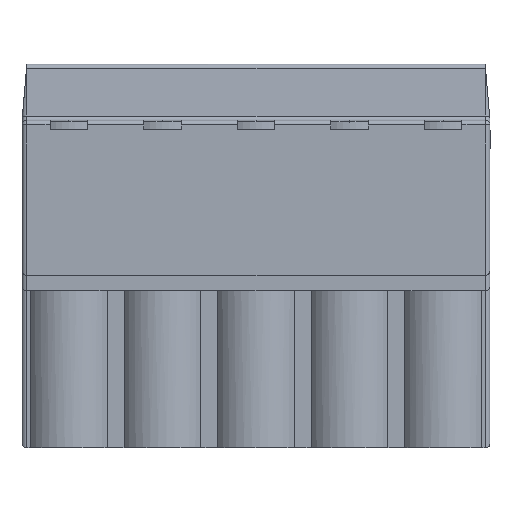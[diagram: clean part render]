
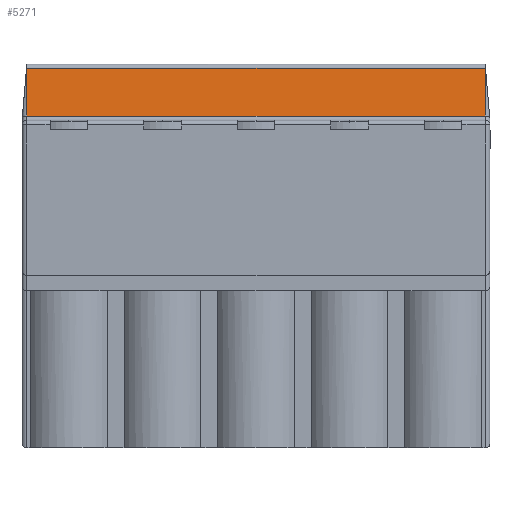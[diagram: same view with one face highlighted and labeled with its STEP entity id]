
A CAD part, front view. The second image highlights one B-rep face of the part: STEP entity #5271.
In plain terms, the highlighted planar face has unit normal (0, -0.996, 0.087).
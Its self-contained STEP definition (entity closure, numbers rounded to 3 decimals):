
#196 = EDGE_CURVE ( 'NONE', #7906, #11641, #11839, .T. ) ;
#1185 = VECTOR ( 'NONE', #6353, 1000. ) ;
#1595 = VERTEX_POINT ( 'NONE', #9277 ) ;
#1795 = EDGE_CURVE ( 'NONE', #7343, #1595, #10645, .T. ) ;
#1806 = EDGE_CURVE ( 'NONE', #11641, #7343, #11163, .T. ) ;
#1891 = CARTESIAN_POINT ( 'NONE',  ( 25.25, 8.27, -0.272 ) ) ;
#2230 = CARTESIAN_POINT ( 'NONE',  ( 100., 8.27, -0.272 ) ) ;
#2622 = AXIS2_PLACEMENT_3D ( 'NONE', #8613, #10356, #7947 ) ;
#3262 = CARTESIAN_POINT ( 'NONE',  ( 25.262, 8.493, 2.272 ) ) ;
#4236 = CARTESIAN_POINT ( 'NONE',  ( 49.75, 8.493, 2.272 ) ) ;
#4865 = DIRECTION ( 'NONE',  ( 1., 0., 0. ) ) ;
#5271 = ADVANCED_FACE ( 'NONE', ( #10498 ), #6209, .T. ) ;
#6161 = CARTESIAN_POINT ( 'NONE',  ( 25.25, 8.227, -0.765 ) ) ;
#6209 = PLANE ( 'NONE',  #2622 ) ;
#6353 = DIRECTION ( 'NONE',  ( 0., -0.087, -0.996 ) ) ;
#6425 = ORIENTED_EDGE ( 'NONE', *, *, #11906, .T. ) ;
#7134 = CARTESIAN_POINT ( 'NONE',  ( 49.75, 8.25, -0.5 ) ) ;
#7343 = VERTEX_POINT ( 'NONE', #4236 ) ;
#7445 = ORIENTED_EDGE ( 'NONE', *, *, #1806, .T. ) ;
#7462 = DIRECTION ( 'NONE',  ( -1., 0., 0. ) ) ;
#7906 = VERTEX_POINT ( 'NONE', #1891 ) ;
#7942 = DIRECTION ( 'NONE',  ( 0., 0.087, 0.996 ) ) ;
#7947 = DIRECTION ( 'NONE',  ( 0., -0.087, -0.996 ) ) ;
#8209 = CARTESIAN_POINT ( 'NONE',  ( 49.75, 8.27, -0.272 ) ) ;
#8613 = CARTESIAN_POINT ( 'NONE',  ( 25., 8.25, -0.5 ) ) ;
#9277 = CARTESIAN_POINT ( 'NONE',  ( 25.25, 8.493, 2.272 ) ) ;
#10272 = VECTOR ( 'NONE', #4865, 1000. ) ;
#10301 = EDGE_LOOP ( 'NONE', ( #11319, #7445, #10589, #6425 ) ) ;
#10356 = DIRECTION ( 'NONE',  ( 0., -0.996, 0.087 ) ) ;
#10498 = FACE_OUTER_BOUND ( 'NONE', #10301, .T. ) ;
#10589 = ORIENTED_EDGE ( 'NONE', *, *, #1795, .T. ) ;
#10645 = LINE ( 'NONE', #3262, #11202 ) ;
#11077 = VECTOR ( 'NONE', #7942, 1000. ) ;
#11163 = LINE ( 'NONE', #7134, #11077 ) ;
#11202 = VECTOR ( 'NONE', #7462, 1000. ) ;
#11319 = ORIENTED_EDGE ( 'NONE', *, *, #196, .T. ) ;
#11641 = VERTEX_POINT ( 'NONE', #8209 ) ;
#11676 = LINE ( 'NONE', #6161, #1185 ) ;
#11839 = LINE ( 'NONE', #2230, #10272 ) ;
#11906 = EDGE_CURVE ( 'NONE', #1595, #7906, #11676, .T. ) ;
